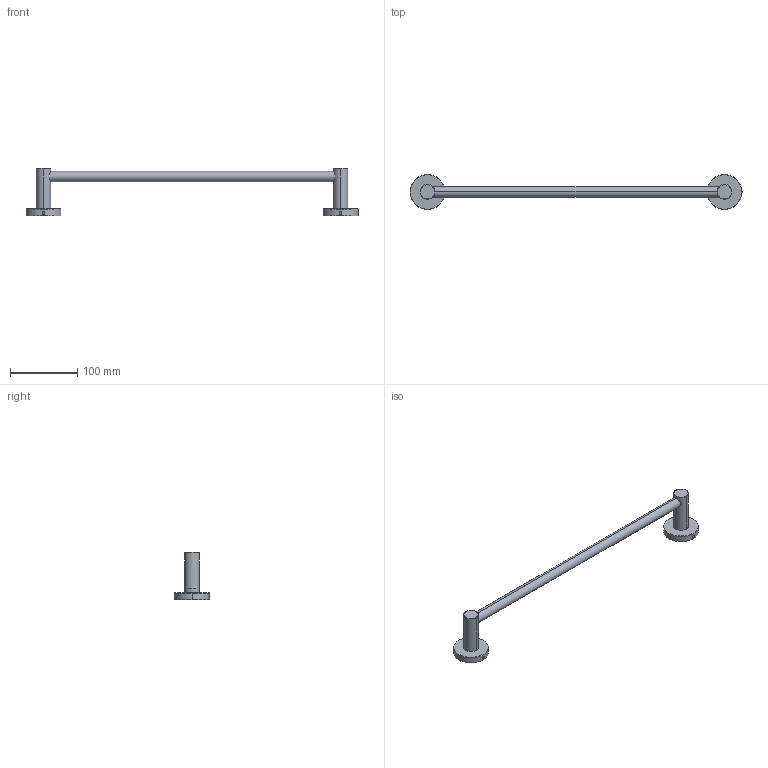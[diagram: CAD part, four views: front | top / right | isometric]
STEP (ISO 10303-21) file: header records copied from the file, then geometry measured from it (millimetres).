
FILE_DESCRIPTION (( 'STEP AP203' ), '1' );
FILE_NAME ('1218.STEP', '2020-10-13T02:29:03', ( '' ), ( '' ), 'SwSTEP 2.0', 'SolidWorks 2018', '' );
FILE_SCHEMA (( 'CONFIG_CONTROL_DESIGN' ));
Length unit declared in the file: millimetre
Products named in the file (6): 11假蚾えㄗ橾ㄘ; 12等裝18§; 12菁釱; 1218; 11爾え; 12等裝芛
Assembly tree (9 placements, depth 2):
  1218
    12菁釱  x2
    11爾え  x2
    12等裝芛  x2
    11假蚾えㄗ橾ㄘ  x2
    12等裝18§
Bounding box: 494 x 52 x 70 mm (x, y, z)
Volume: 54667.6 mm3; surface area: 78211.8 mm2
Topology: 9 solids, 9 shells, 212 faces, 516 edges, 330 vertices
Faces by surface type: cylinder 80, plane 76, cone 48, torus 8
Entity records: 4257 total; most frequent: CARTESIAN_POINT 852, DIRECTION 605, ORIENTED_EDGE 528, EDGE_CURVE 264, AXIS2_PLACEMENT_3D 238, VERTEX_POINT 169, VECTOR 129, LINE 129
